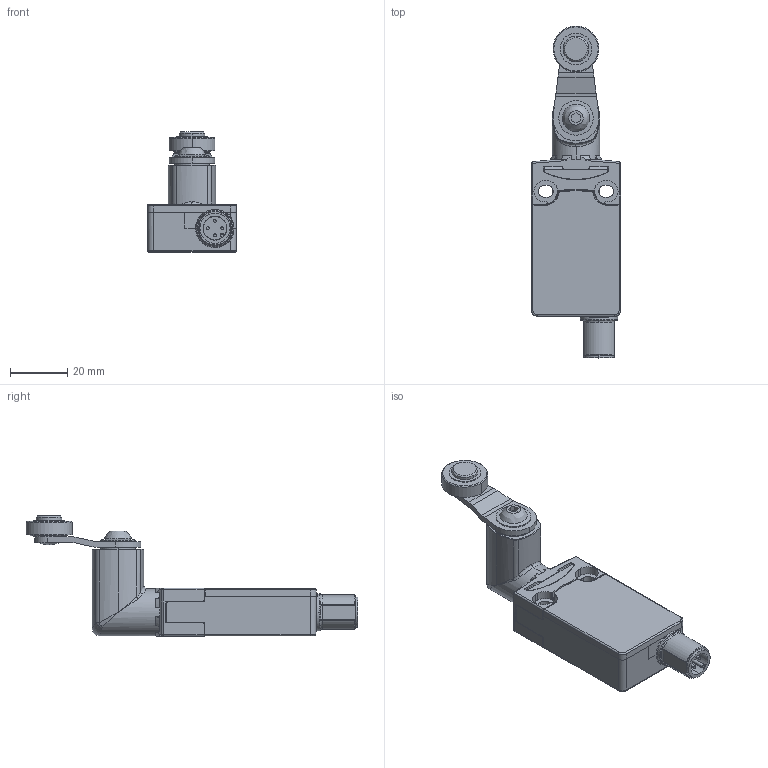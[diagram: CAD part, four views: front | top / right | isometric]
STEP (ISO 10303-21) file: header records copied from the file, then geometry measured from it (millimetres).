
FILE_DESCRIPTION (( 'STEP AP203' ), '1' );
FILE_NAME ('PS116Z11-STH200_Default.step', '2022-10-27T18:29:59', ( 'Windows User' ), ( 'AUTOMATION DIRECT' ), 'SwSTEP 2.0', 'SolidWorks 2021', '' );
FILE_SCHEMA (( 'CONFIG_CONTROL_DESIGN' ));
Products named in the file (1): PS116Z11-STH200_Default
Bounding box: 31 x 115.53 x 41.8 mm (x, y, z)
Volume: 37821.4 mm3; surface area: 16233.7 mm2
Topology: 1 solids, 1 shells, 955 faces, 2502 edges, 1526 vertices
Faces by surface type: cylinder 416, plane 288, bspline 221, cone 30
Entity records: 38299 total; most frequent: CARTESIAN_POINT 16526, ORIENTED_EDGE 4924, DIRECTION 4135, EDGE_CURVE 2462, AXIS2_PLACEMENT_3D 1527, VERTEX_POINT 1526, LINE 1081, VECTOR 1081
